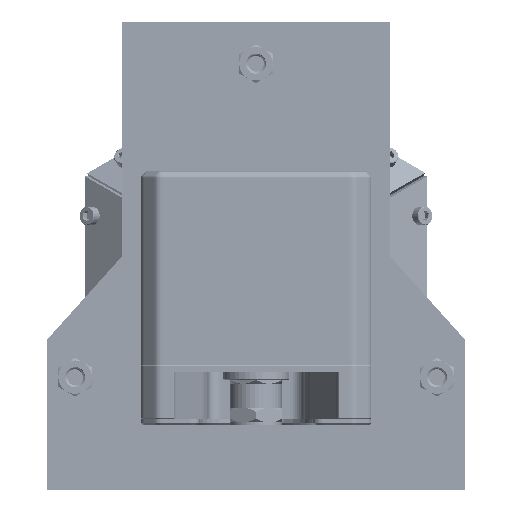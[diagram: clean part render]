
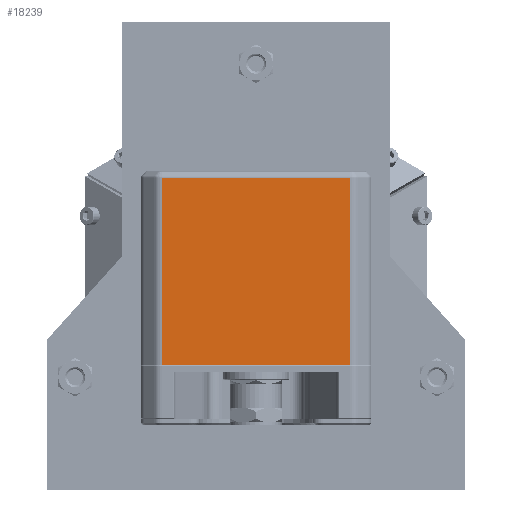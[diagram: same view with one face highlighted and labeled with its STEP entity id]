
A CAD part, front view. The second image highlights one B-rep face of the part: STEP entity #18239.
In plain terms, the highlighted planar face has unit normal (0, -1, 0).
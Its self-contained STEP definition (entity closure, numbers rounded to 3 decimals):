
#836=PLANE('',#19750);
#1661=FACE_OUTER_BOUND('',#2706,.T.);
#2706=EDGE_LOOP('',(#13948,#13949,#13950,#13951));
#4107=LINE('',#28224,#5812);
#4177=LINE('',#28455,#5882);
#4178=LINE('',#28458,#5883);
#4179=LINE('',#28459,#5884);
#5812=VECTOR('',#22622,1000.);
#5882=VECTOR('',#22916,1000.);
#5883=VECTOR('',#22919,1000.);
#5884=VECTOR('',#22920,1000.);
#8292=VERTEX_POINT('',#28219);
#8293=VERTEX_POINT('',#28223);
#8342=VERTEX_POINT('',#28453);
#8343=VERTEX_POINT('',#28457);
#10292=EDGE_CURVE('',#8292,#8293,#4107,.T.);
#10408=EDGE_CURVE('',#8342,#8292,#4177,.T.);
#10409=EDGE_CURVE('',#8293,#8343,#4178,.T.);
#10410=EDGE_CURVE('',#8342,#8343,#4179,.T.);
#13948=ORIENTED_EDGE('',*,*,#10409,.F.);
#13949=ORIENTED_EDGE('',*,*,#10292,.F.);
#13950=ORIENTED_EDGE('',*,*,#10408,.F.);
#13951=ORIENTED_EDGE('',*,*,#10410,.T.);
#18239=ADVANCED_FACE('',(#1661),#836,.F.);
#19750=AXIS2_PLACEMENT_3D('',#28456,#22917,#22918);
#22622=DIRECTION('',(0.,0.,1.));
#22916=DIRECTION('',(-1.,0.,0.));
#22917=DIRECTION('center_axis',(0.,1.,0.));
#22918=DIRECTION('ref_axis',(1.,0.,0.));
#22919=DIRECTION('',(1.,0.,0.));
#22920=DIRECTION('',(0.,0.,1.));
#28219=CARTESIAN_POINT('',(1.831,0.,-62.76));
#28223=CARTESIAN_POINT('',(1.831,0.,-6.24));
#28224=CARTESIAN_POINT('',(1.831,0.,-62.76));
#28453=CARTESIAN_POINT('',(57.8,0.,-62.76));
#28455=CARTESIAN_POINT('',(1.4,0.,-62.76));
#28456=CARTESIAN_POINT('Origin',(1.4,0.,-62.76));
#28457=CARTESIAN_POINT('',(57.8,0.,-6.24));
#28458=CARTESIAN_POINT('',(1.4,0.,-6.24));
#28459=CARTESIAN_POINT('',(57.8,0.,-62.76));
